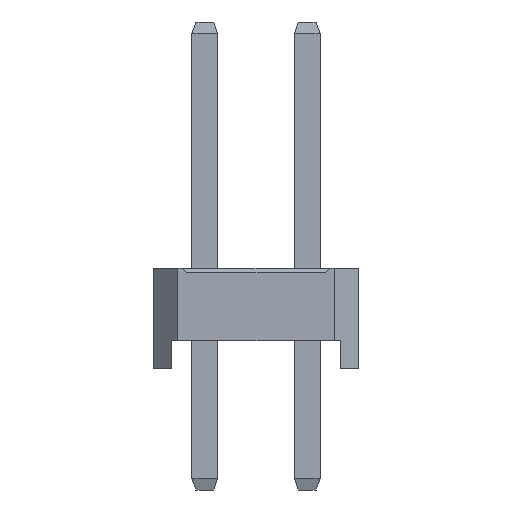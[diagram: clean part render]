
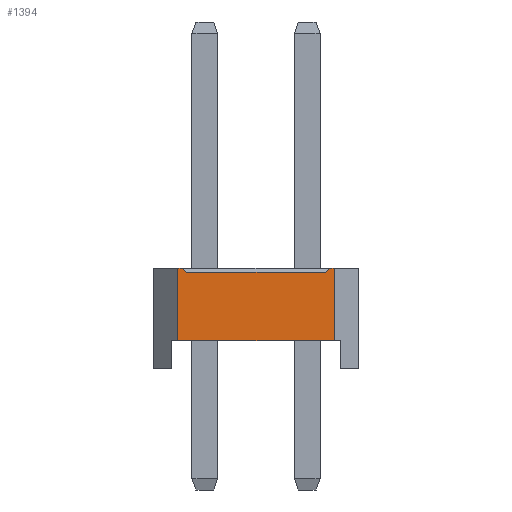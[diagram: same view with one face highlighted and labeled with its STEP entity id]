
A CAD part, left-side view. The second image highlights one B-rep face of the part: STEP entity #1394.
In plain terms, the highlighted planar face has unit normal (-1, 0, 0).
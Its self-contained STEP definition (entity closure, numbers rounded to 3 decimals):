
#1394=ADVANCED_FACE('',(#5847),#5849,.T.);
#5847=FACE_BOUND('',#5848,.T.);
#5848=EDGE_LOOP('',(#9343,#9344,#9345,#9346,#9347,#9348,#9349,#9350));
#5849=PLANE('',#5850);
#5850=AXIS2_PLACEMENT_3D('',#5851,#5852,#5853);
#5851=CARTESIAN_POINT('',(-1.27,3.21,0.));
#5852=DIRECTION('',(-1.,0.,0.));
#5853=DIRECTION('',(0.,-1.,0.));
#9343=ORIENTED_EDGE('',*,*,#11524,.F.);
#9344=ORIENTED_EDGE('',*,*,#11525,.T.);
#9345=ORIENTED_EDGE('',*,*,#11526,.F.);
#9346=ORIENTED_EDGE('',*,*,#11073,.F.);
#9347=ORIENTED_EDGE('',*,*,#11527,.F.);
#9348=ORIENTED_EDGE('',*,*,#10902,.T.);
#9349=ORIENTED_EDGE('',*,*,#11523,.T.);
#9350=ORIENTED_EDGE('',*,*,#11077,.F.);
#10902=EDGE_CURVE('',#12144,#12142,#12145,.T.);
#11073=EDGE_CURVE('',#12484,#12486,#12487,.T.);
#11077=EDGE_CURVE('',#12492,#12494,#12495,.T.);
#11523=EDGE_CURVE('',#12142,#12494,#13237,.T.);
#11524=EDGE_CURVE('',#13238,#12492,#13239,.F.);
#11525=EDGE_CURVE('',#13238,#13240,#13241,.T.);
#11526=EDGE_CURVE('',#12486,#13240,#13242,.F.);
#11527=EDGE_CURVE('',#12144,#12484,#13243,.T.);
#12142=VERTEX_POINT('',#14156);
#12144=VERTEX_POINT('',#14160);
#12145=LINE('',#14161,#14162);
#12484=VERTEX_POINT('',#14840);
#12486=VERTEX_POINT('',#14844);
#12487=LINE('',#14845,#14846);
#12492=VERTEX_POINT('',#14856);
#12494=VERTEX_POINT('',#14860);
#12495=LINE('',#14861,#14862);
#13237=LINE('',#16495,#16496);
#13238=VERTEX_POINT('',#16498);
#13239=LINE('',#16499,#16500);
#13240=VERTEX_POINT('',#16502);
#13241=LINE('',#16503,#16504);
#13242=LINE('',#16506,#16507);
#13243=LINE('',#16509,#16510);
#14156=CARTESIAN_POINT('',(-1.27,-0.67,0.7));
#14160=CARTESIAN_POINT('',(-1.27,3.21,0.7));
#14161=CARTESIAN_POINT('',(-1.27,3.21,0.7));
#14162=VECTOR('',#14163,1.);
#14163=DIRECTION('',(0.,-1.,0.));
#14840=CARTESIAN_POINT('',(-1.27,3.21,2.5));
#14844=CARTESIAN_POINT('',(-1.27,3.09,2.5));
#14845=CARTESIAN_POINT('',(-1.27,3.21,2.5));
#14846=VECTOR('',#14847,1.);
#14847=DIRECTION('',(0.,-1.,0.));
#14856=CARTESIAN_POINT('',(-1.27,-0.55,2.5));
#14860=CARTESIAN_POINT('',(-1.27,-0.67,2.5));
#14861=CARTESIAN_POINT('',(-1.27,-0.55,2.5));
#14862=VECTOR('',#14863,1.);
#14863=DIRECTION('',(0.,-1.,0.));
#16495=CARTESIAN_POINT('',(-1.27,-0.67,0.7));
#16496=VECTOR('',#16497,1.);
#16497=DIRECTION('',(0.,0.,1.));
#16498=CARTESIAN_POINT('',(-1.27,-0.45,2.4));
#16499=CARTESIAN_POINT('',(-1.27,-0.55,2.5));
#16500=VECTOR('',#16501,1.);
#16501=DIRECTION('',(0.,0.707,-0.707));
#16502=CARTESIAN_POINT('',(-1.27,2.99,2.4));
#16503=CARTESIAN_POINT('',(-1.27,-0.45,2.4));
#16504=VECTOR('',#16505,1.);
#16505=DIRECTION('',(0.,1.,0.));
#16506=CARTESIAN_POINT('',(-1.27,2.99,2.4));
#16507=VECTOR('',#16508,1.);
#16508=DIRECTION('',(0.,0.707,0.707));
#16509=CARTESIAN_POINT('',(-1.27,3.21,0.7));
#16510=VECTOR('',#16511,1.);
#16511=DIRECTION('',(0.,0.,1.));
